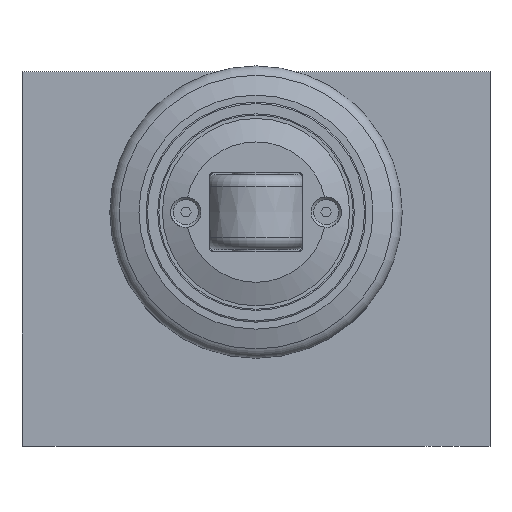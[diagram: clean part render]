
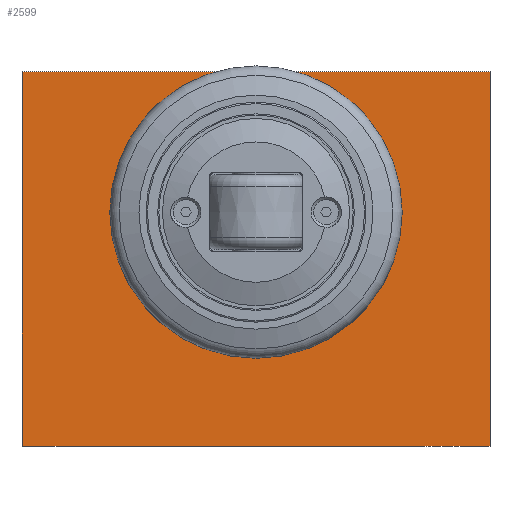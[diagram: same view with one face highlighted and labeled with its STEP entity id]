
A CAD part, front view. The second image highlights one B-rep face of the part: STEP entity #2599.
In plain terms, the highlighted planar face has unit normal (0, -1, 0).
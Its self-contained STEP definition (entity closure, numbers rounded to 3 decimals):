
#93=FACE_BOUND('',#488,.T.);
#174=PLANE('',#2917);
#316=FACE_OUTER_BOUND('',#487,.T.);
#487=EDGE_LOOP('',(#2325,#2326,#2327,#2328));
#488=EDGE_LOOP('',(#2329));
#649=LINE('',#5127,#807);
#650=LINE('',#5129,#808);
#651=LINE('',#5131,#809);
#652=LINE('',#5132,#810);
#807=VECTOR('',#3653,10.);
#808=VECTOR('',#3654,10.);
#809=VECTOR('',#3655,10.);
#810=VECTOR('',#3656,10.);
#996=CIRCLE('',#2901,20.5);
#1228=VERTEX_POINT('',#5044);
#1255=VERTEX_POINT('',#5125);
#1256=VERTEX_POINT('',#5126);
#1257=VERTEX_POINT('',#5128);
#1258=VERTEX_POINT('',#5130);
#1585=EDGE_CURVE('',#1228,#1228,#996,.T.);
#1624=EDGE_CURVE('',#1255,#1256,#649,.T.);
#1625=EDGE_CURVE('',#1257,#1256,#650,.T.);
#1626=EDGE_CURVE('',#1258,#1257,#651,.T.);
#1627=EDGE_CURVE('',#1258,#1255,#652,.T.);
#2325=ORIENTED_EDGE('',*,*,#1624,.T.);
#2326=ORIENTED_EDGE('',*,*,#1625,.F.);
#2327=ORIENTED_EDGE('',*,*,#1626,.F.);
#2328=ORIENTED_EDGE('',*,*,#1627,.T.);
#2329=ORIENTED_EDGE('',*,*,#1585,.T.);
#2599=ADVANCED_FACE('',(#316,#93),#174,.T.);
#2901=AXIS2_PLACEMENT_3D('',#5046,#3583,#3584);
#2917=AXIS2_PLACEMENT_3D('',#5124,#3651,#3652);
#3583=DIRECTION('center_axis',(0.,1.,0.));
#3584=DIRECTION('ref_axis',(-1.,0.,0.));
#3651=DIRECTION('center_axis',(0.,-1.,0.));
#3652=DIRECTION('ref_axis',(0.,0.,-1.));
#3653=DIRECTION('',(0.,0.,1.));
#3654=DIRECTION('',(1.,0.,0.));
#3655=DIRECTION('',(0.,0.,1.));
#3656=DIRECTION('',(1.,0.,0.));
#5044=CARTESIAN_POINT('',(70.5,0.,50.));
#5046=CARTESIAN_POINT('Origin',(50.,0.,50.));
#5124=CARTESIAN_POINT('Origin',(0.,0.,0.));
#5125=CARTESIAN_POINT('',(100.,0.,0.));
#5126=CARTESIAN_POINT('',(100.,0.,80.));
#5127=CARTESIAN_POINT('',(100.,0.,0.));
#5128=CARTESIAN_POINT('',(0.,0.,80.));
#5129=CARTESIAN_POINT('',(0.,0.,80.));
#5130=CARTESIAN_POINT('',(0.,0.,0.));
#5131=CARTESIAN_POINT('',(0.,0.,0.));
#5132=CARTESIAN_POINT('',(0.,0.,0.));
